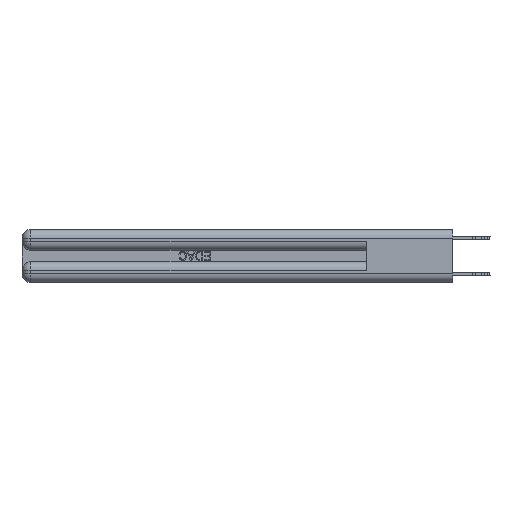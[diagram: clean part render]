
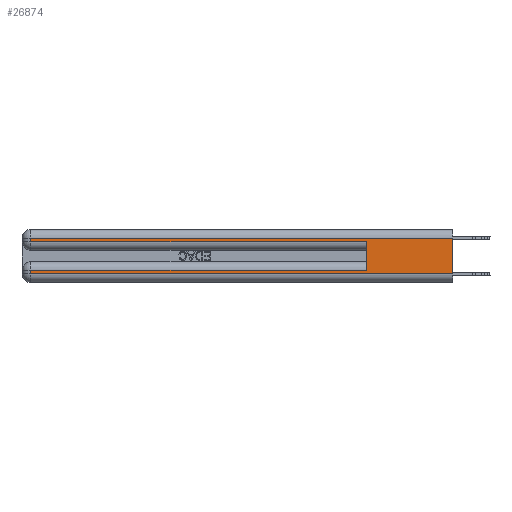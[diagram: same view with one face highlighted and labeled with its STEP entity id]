
A CAD part, left-side view. The second image highlights one B-rep face of the part: STEP entity #26874.
In plain terms, the highlighted planar face has unit normal (-1, 0, 0).
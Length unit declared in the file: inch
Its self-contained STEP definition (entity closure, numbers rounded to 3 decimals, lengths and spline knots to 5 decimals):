
#117 = VERTEX_POINT ( 'NONE', #1640 ) ;
#721 = DIRECTION ( 'NONE',  ( 0., -1., 0. ) ) ;
#1432 = CARTESIAN_POINT ( 'NONE',  ( 0., 0., 0.37 ) ) ;
#1640 = CARTESIAN_POINT ( 'NONE',  ( 0., 0.6, 0.085 ) ) ;
#1785 = DIRECTION ( 'NONE',  ( 1., 0., 0. ) ) ;
#2378 = VECTOR ( 'NONE', #721, 39.37008 ) ;
#3126 = ORIENTED_EDGE ( 'NONE', *, *, #18420, .T. ) ;
#3574 = VECTOR ( 'NONE', #29745, 39.37008 ) ;
#3920 = EDGE_LOOP ( 'NONE', ( #15707, #13871, #7834, #20512, #27158, #11740, #3126, #26730 ) ) ;
#6219 = EDGE_CURVE ( 'NONE', #28080, #29437, #32003, .T. ) ;
#6814 = VECTOR ( 'NONE', #20947, 39.37008 ) ;
#7341 = VERTEX_POINT ( 'NONE', #25676 ) ;
#7834 = ORIENTED_EDGE ( 'NONE', *, *, #6219, .T. ) ;
#8354 = LINE ( 'NONE', #16044, #29823 ) ;
#8957 = VERTEX_POINT ( 'NONE', #11196 ) ;
#9487 = CARTESIAN_POINT ( 'NONE',  ( 0., 0., 0.085 ) ) ;
#10343 = VERTEX_POINT ( 'NONE', #23356 ) ;
#10376 = EDGE_CURVE ( 'NONE', #8957, #7341, #25395, .T. ) ;
#10421 = DIRECTION ( 'NONE',  ( 0., 0., -1. ) ) ;
#10544 = EDGE_CURVE ( 'NONE', #26402, #7341, #26827, .T. ) ;
#10701 = EDGE_CURVE ( 'NONE', #26402, #28080, #8354, .T. ) ;
#11142 = CARTESIAN_POINT ( 'NONE',  ( 0., 2.94, 0.31 ) ) ;
#11196 = CARTESIAN_POINT ( 'NONE',  ( 0., 2.94, 0.06 ) ) ;
#11627 = CARTESIAN_POINT ( 'NONE',  ( 0., 2.94, 0.37 ) ) ;
#11740 = ORIENTED_EDGE ( 'NONE', *, *, #18143, .T. ) ;
#12055 = DIRECTION ( 'NONE',  ( 0., 1., 0. ) ) ;
#12748 = DIRECTION ( 'NONE',  ( 0., 0., -1. ) ) ;
#13871 = ORIENTED_EDGE ( 'NONE', *, *, #10701, .T. ) ;
#14261 = LINE ( 'NONE', #9487, #16496 ) ;
#15678 = CARTESIAN_POINT ( 'NONE',  ( 0., 0., 0.37 ) ) ;
#15707 = ORIENTED_EDGE ( 'NONE', *, *, #10544, .F. ) ;
#16009 = VECTOR ( 'NONE', #27197, 39.37008 ) ;
#16044 = CARTESIAN_POINT ( 'NONE',  ( 0., 0., 0.31 ) ) ;
#16496 = VECTOR ( 'NONE', #12055, 39.37008 ) ;
#17380 = CARTESIAN_POINT ( 'NONE',  ( 0., 2.94, 0.285 ) ) ;
#18143 = EDGE_CURVE ( 'NONE', #117, #32304, #14261, .T. ) ;
#18420 = EDGE_CURVE ( 'NONE', #32304, #8957, #25532, .T. ) ;
#19272 = EDGE_CURVE ( 'NONE', #117, #10343, #34678, .T. ) ;
#20512 = ORIENTED_EDGE ( 'NONE', *, *, #31191, .T. ) ;
#20797 = AXIS2_PLACEMENT_3D ( 'NONE', #1432, #1785, #12748 ) ;
#20947 = DIRECTION ( 'NONE',  ( 0., 0., 1. ) ) ;
#22520 = CARTESIAN_POINT ( 'NONE',  ( 0., 0., 0.31 ) ) ;
#22577 = VECTOR ( 'NONE', #10421, 39.37008 ) ;
#22772 = DIRECTION ( 'NONE',  ( 0., 0., -1. ) ) ;
#23355 = FACE_OUTER_BOUND ( 'NONE', #3920, .T. ) ;
#23356 = CARTESIAN_POINT ( 'NONE',  ( 0., 0.6, 0.285 ) ) ;
#25395 = LINE ( 'NONE', #34171, #2378 ) ;
#25532 = LINE ( 'NONE', #11627, #29276 ) ;
#25676 = CARTESIAN_POINT ( 'NONE',  ( 0., 0., 0.06 ) ) ;
#26402 = VERTEX_POINT ( 'NONE', #22520 ) ;
#26730 = ORIENTED_EDGE ( 'NONE', *, *, #10376, .T. ) ;
#26827 = LINE ( 'NONE', #15678, #3574 ) ;
#26874 = ADVANCED_FACE ( 'NONE', ( #23355 ), #35054, .F. ) ;
#26881 = CARTESIAN_POINT ( 'NONE',  ( 0., 2.94, 0.37 ) ) ;
#26986 = CARTESIAN_POINT ( 'NONE',  ( 0., 0.6, 0.145 ) ) ;
#27158 = ORIENTED_EDGE ( 'NONE', *, *, #19272, .F. ) ;
#27197 = DIRECTION ( 'NONE',  ( 0., -1., 0. ) ) ;
#28080 = VERTEX_POINT ( 'NONE', #11142 ) ;
#28682 = CARTESIAN_POINT ( 'NONE',  ( 0., 2.94, 0.085 ) ) ;
#29276 = VECTOR ( 'NONE', #22772, 39.37008 ) ;
#29437 = VERTEX_POINT ( 'NONE', #17380 ) ;
#29745 = DIRECTION ( 'NONE',  ( 0., 0., -1. ) ) ;
#29752 = CARTESIAN_POINT ( 'NONE',  ( 0., 0., 0.285 ) ) ;
#29823 = VECTOR ( 'NONE', #32682, 39.37008 ) ;
#31191 = EDGE_CURVE ( 'NONE', #29437, #10343, #35781, .T. ) ;
#32003 = LINE ( 'NONE', #26881, #22577 ) ;
#32304 = VERTEX_POINT ( 'NONE', #28682 ) ;
#32682 = DIRECTION ( 'NONE',  ( 0., 1., 0. ) ) ;
#34171 = CARTESIAN_POINT ( 'NONE',  ( 0., 0., 0.06 ) ) ;
#34678 = LINE ( 'NONE', #26986, #6814 ) ;
#35054 = PLANE ( 'NONE',  #20797 ) ;
#35781 = LINE ( 'NONE', #29752, #16009 ) ;
